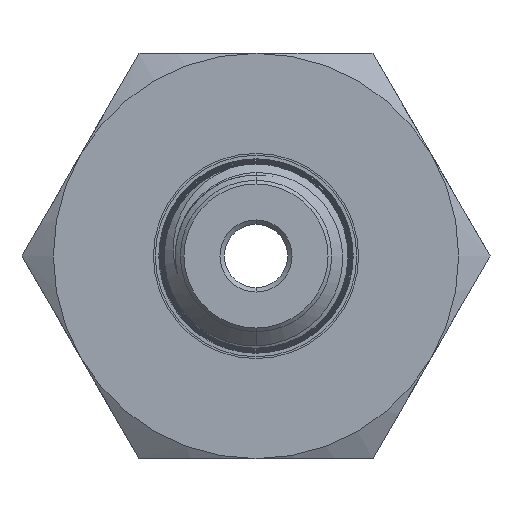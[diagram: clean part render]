
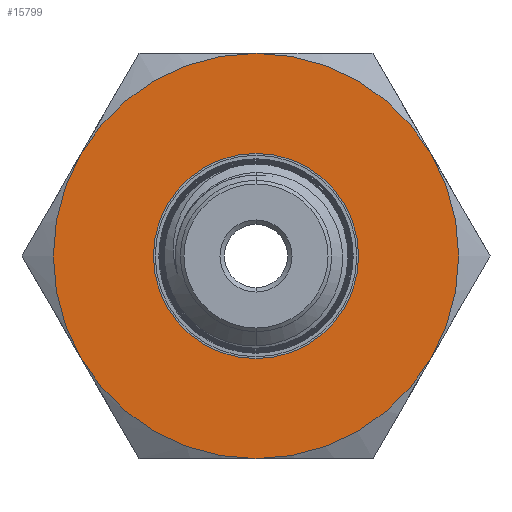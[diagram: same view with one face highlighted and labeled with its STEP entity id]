
A CAD part, left-side view. The second image highlights one B-rep face of the part: STEP entity #15799.
In plain terms, the highlighted planar face has unit normal (-1, 0, 0).
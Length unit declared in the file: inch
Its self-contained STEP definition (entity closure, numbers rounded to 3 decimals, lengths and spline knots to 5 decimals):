
#246 = DIRECTION ( 'NONE',  ( 0., 0., 1. ) ) ;
#310 = DIRECTION ( 'NONE',  ( -1., 0., 0. ) ) ;
#388 = CIRCLE ( 'NONE', #11452, 0.28475 ) ;
#492 = CARTESIAN_POINT ( 'NONE',  ( -0.9445, 0., 0. ) ) ;
#871 = EDGE_LOOP ( 'NONE', ( #8242, #8853 ) ) ;
#877 = FACE_BOUND ( 'NONE', #871, .T. ) ;
#1393 = CIRCLE ( 'NONE', #6701, 0.28475 ) ;
#1627 = CARTESIAN_POINT ( 'NONE',  ( -0.9445, 0., 0. ) ) ;
#1695 = ORIENTED_EDGE ( 'NONE', *, *, #2750, .F. ) ;
#2052 = CARTESIAN_POINT ( 'NONE',  ( -0.9445, 0., -0.5625 ) ) ;
#2537 = CARTESIAN_POINT ( 'NONE',  ( -0.9445, 0., 0. ) ) ;
#2606 = DIRECTION ( 'NONE',  ( 1., 0., 0. ) ) ;
#2611 = AXIS2_PLACEMENT_3D ( 'NONE', #5262, #17061, #16805 ) ;
#2750 = EDGE_CURVE ( 'NONE', #13253, #11594, #5861, .T. ) ;
#2768 = CARTESIAN_POINT ( 'NONE',  ( -0.9445, -0.48714, 0.28125 ) ) ;
#2770 = ORIENTED_EDGE ( 'NONE', *, *, #17454, .F. ) ;
#2850 = EDGE_CURVE ( 'NONE', #12954, #4037, #10250, .T. ) ;
#4029 = CARTESIAN_POINT ( 'NONE',  ( -0.9445, 0., 0. ) ) ;
#4037 = VERTEX_POINT ( 'NONE', #14197 ) ;
#4611 = ORIENTED_EDGE ( 'NONE', *, *, #8063, .F. ) ;
#4744 = AXIS2_PLACEMENT_3D ( 'NONE', #492, #12407, #6579 ) ;
#5237 = DIRECTION ( 'NONE',  ( 0., 0., -1. ) ) ;
#5262 = CARTESIAN_POINT ( 'NONE',  ( -0.9445, 0., 0. ) ) ;
#5311 = AXIS2_PLACEMENT_3D ( 'NONE', #1627, #6151, #10439 ) ;
#5352 = VERTEX_POINT ( 'NONE', #2768 ) ;
#5355 = EDGE_LOOP ( 'NONE', ( #2770, #1695, #11804, #8237, #4611, #13549 ) ) ;
#5601 = EDGE_CURVE ( 'NONE', #5352, #13253, #13700, .T. ) ;
#5861 = CIRCLE ( 'NONE', #8769, 0.5625 ) ;
#6060 = DIRECTION ( 'NONE',  ( 1., 0., 0. ) ) ;
#6151 = DIRECTION ( 'NONE',  ( 1., 0., 0. ) ) ;
#6487 = DIRECTION ( 'NONE',  ( 1., 0., 0. ) ) ;
#6579 = DIRECTION ( 'NONE',  ( 0., 0., -1. ) ) ;
#6619 = DIRECTION ( 'NONE',  ( 0., 0., -1. ) ) ;
#6701 = AXIS2_PLACEMENT_3D ( 'NONE', #10473, #6060, #9152 ) ;
#6820 = EDGE_CURVE ( 'NONE', #15235, #5352, #18415, .T. ) ;
#7061 = CARTESIAN_POINT ( 'NONE',  ( -0.9445, 0., -0.28475 ) ) ;
#8063 = EDGE_CURVE ( 'NONE', #4037, #15235, #18645, .T. ) ;
#8237 = ORIENTED_EDGE ( 'NONE', *, *, #6820, .F. ) ;
#8242 = ORIENTED_EDGE ( 'NONE', *, *, #18098, .T. ) ;
#8769 = AXIS2_PLACEMENT_3D ( 'NONE', #15434, #6487, #6619 ) ;
#8853 = ORIENTED_EDGE ( 'NONE', *, *, #11168, .T. ) ;
#9129 = CARTESIAN_POINT ( 'NONE',  ( -0.9445, 0., 0.5625 ) ) ;
#9152 = DIRECTION ( 'NONE',  ( 0., 0., -1. ) ) ;
#9763 = AXIS2_PLACEMENT_3D ( 'NONE', #4029, #18796, #17173 ) ;
#10031 = DIRECTION ( 'NONE',  ( 0., 0., -1. ) ) ;
#10128 = CIRCLE ( 'NONE', #4744, 0.5625 ) ;
#10250 = CIRCLE ( 'NONE', #9763, 0.5625 ) ;
#10439 = DIRECTION ( 'NONE',  ( 0., 0., -1. ) ) ;
#10473 = CARTESIAN_POINT ( 'NONE',  ( -0.9445, 0., 0. ) ) ;
#11168 = EDGE_CURVE ( 'NONE', #12373, #14181, #1393, .T. ) ;
#11452 = AXIS2_PLACEMENT_3D ( 'NONE', #2537, #2606, #10031 ) ;
#11594 = VERTEX_POINT ( 'NONE', #2052 ) ;
#11804 = ORIENTED_EDGE ( 'NONE', *, *, #5601, .F. ) ;
#12218 = CARTESIAN_POINT ( 'NONE',  ( -0.9445, 0.5625, 0. ) ) ;
#12240 = CARTESIAN_POINT ( 'NONE',  ( -0.9445, 0., 0.28475 ) ) ;
#12373 = VERTEX_POINT ( 'NONE', #12240 ) ;
#12407 = DIRECTION ( 'NONE',  ( 1., 0., 0. ) ) ;
#12949 = DIRECTION ( 'NONE',  ( 1., 0., 0. ) ) ;
#12954 = VERTEX_POINT ( 'NONE', #17690 ) ;
#13253 = VERTEX_POINT ( 'NONE', #17800 ) ;
#13549 = ORIENTED_EDGE ( 'NONE', *, *, #2850, .F. ) ;
#13700 = CIRCLE ( 'NONE', #2611, 0.5625 ) ;
#14181 = VERTEX_POINT ( 'NONE', #7061 ) ;
#14197 = CARTESIAN_POINT ( 'NONE',  ( -0.9445, 0.48714, 0.28125 ) ) ;
#14319 = FACE_OUTER_BOUND ( 'NONE', #5355, .T. ) ;
#15235 = VERTEX_POINT ( 'NONE', #9129 ) ;
#15434 = CARTESIAN_POINT ( 'NONE',  ( -0.9445, 0., 0. ) ) ;
#15797 = CARTESIAN_POINT ( 'NONE',  ( -0.9445, 0., 0. ) ) ;
#15799 = ADVANCED_FACE ( 'NONE', ( #877, #14319 ), #18048, .T. ) ;
#16751 = AXIS2_PLACEMENT_3D ( 'NONE', #15797, #12949, #5237 ) ;
#16805 = DIRECTION ( 'NONE',  ( 0., 0., -1. ) ) ;
#17061 = DIRECTION ( 'NONE',  ( 1., 0., 0. ) ) ;
#17140 = AXIS2_PLACEMENT_3D ( 'NONE', #12218, #310, #246 ) ;
#17173 = DIRECTION ( 'NONE',  ( 0., 0., -1. ) ) ;
#17454 = EDGE_CURVE ( 'NONE', #11594, #12954, #10128, .T. ) ;
#17690 = CARTESIAN_POINT ( 'NONE',  ( -0.9445, 0.48714, -0.28125 ) ) ;
#17800 = CARTESIAN_POINT ( 'NONE',  ( -0.9445, -0.48714, -0.28125 ) ) ;
#18048 = PLANE ( 'NONE',  #17140 ) ;
#18098 = EDGE_CURVE ( 'NONE', #14181, #12373, #388, .T. ) ;
#18415 = CIRCLE ( 'NONE', #5311, 0.5625 ) ;
#18645 = CIRCLE ( 'NONE', #16751, 0.5625 ) ;
#18796 = DIRECTION ( 'NONE',  ( 1., 0., 0. ) ) ;
